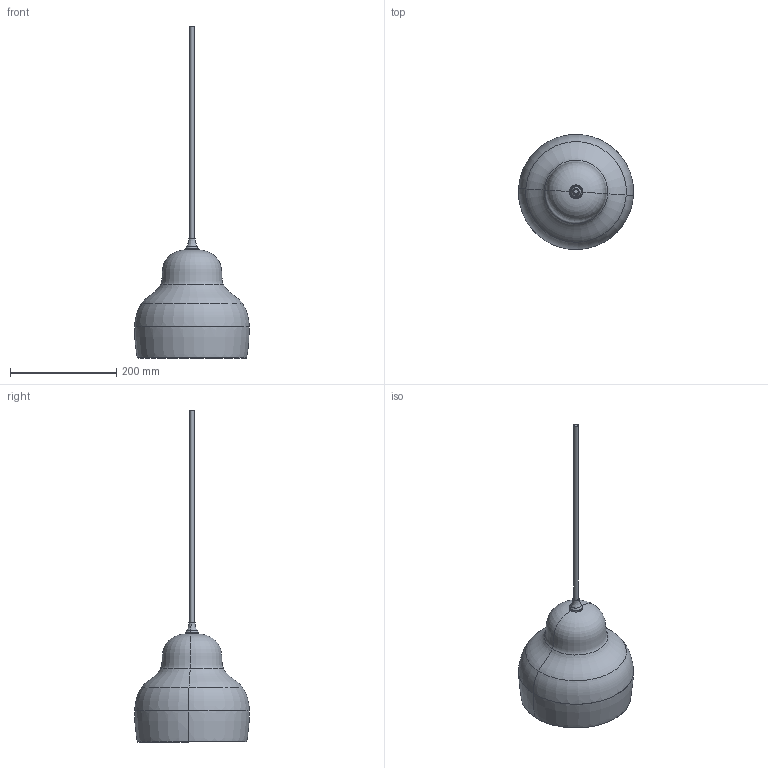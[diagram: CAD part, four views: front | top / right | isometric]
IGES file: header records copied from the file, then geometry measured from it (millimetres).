
Start section: SolidWorks IGES file using analytic representation for surfaces SolidWorks IGES file using analytic representation for surfaces SolidWorks IGES file using analytic representation for surfaces SolidWorks IGES file using analytic representation for surfaces SolidWorks IGES file using analytic representation for surfaces SolidWorks IGES file using analytic representation for surfaces SolidWorks IGES 
Global section: file name:Innermost_Jelly24.igs; native system: Rhinoceros ( Oct 24 2012 ); preprocessor: Trout Lake IGES 012 Oct 24 2012; date: 160516.080121; units: millimetre
Bounding box: 216.23 x 216.22 x 624.22 mm (x, y, z)
Surface area: 290892.2 mm2 (no closed solid volume)
Topology: 0 solids, 0 shells, 42 faces, 297 edges, 293 vertices
Faces by surface type: bspline 42
